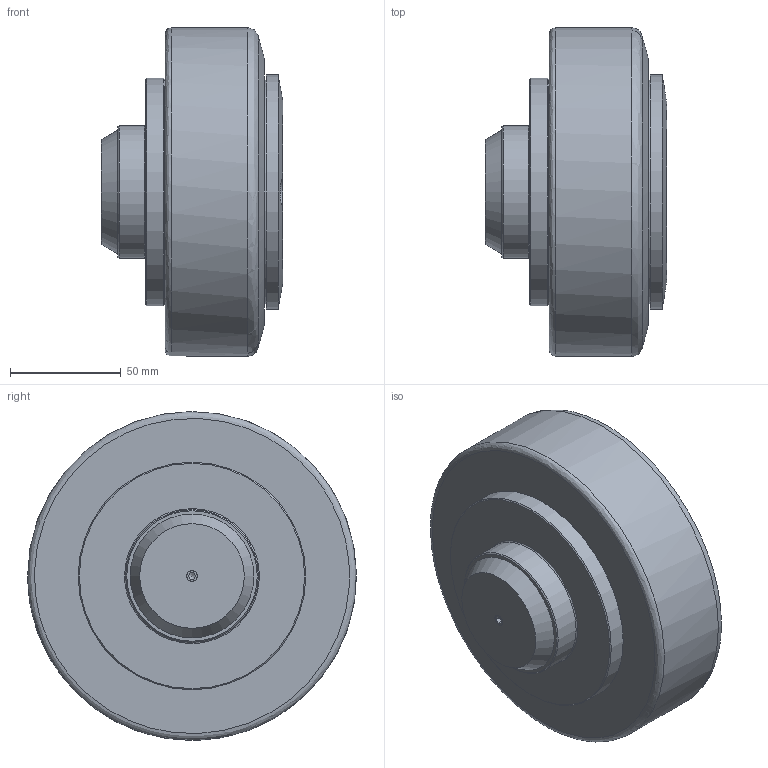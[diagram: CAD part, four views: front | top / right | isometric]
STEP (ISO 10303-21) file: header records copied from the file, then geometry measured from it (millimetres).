
FILE_DESCRIPTION (( 'STEP AP214' ), '1' );
FILE_NAME ('TR-150.0360-Rollco.step', '2023-04-28T07:40:30', ( '' ), ( '' ), 'SwSTEP 2.0', 'SolidWorks 2010', '' );
FILE_SCHEMA (( 'AUTOMOTIVE_DESIGN' ));
Length unit declared in the file: millimetre
Products named in the file (1): TR-150.0360-Rollco
Bounding box: 82 x 148.78 x 148.78 mm (x, y, z)
Volume: 957210.8 mm3; surface area: 64129.1 mm2
Topology: 1 solids, 2 shells, 98 faces, 242 edges, 159 vertices
Faces by surface type: plane 49, cylinder 30, cone 13, bspline 5, torus 1
Full cylindrical faces by diameter (mm): 3 x1, 4.917 x2, 6 x2, 6.6 x2, 11.7 x2, 12.4 x2, 60 x1, 101.2 x1, 101.4 x1, 103 x1, 106 x1
Entity records: 3779 total; most frequent: CARTESIAN_POINT 1258, DIRECTION 430, ORIENTED_EDGE 372, EDGE_CURVE 186, AXIS2_PLACEMENT_3D 165, EDGE_LOOP 144, VERTEX_POINT 138, FACE_OUTER_BOUND 120
